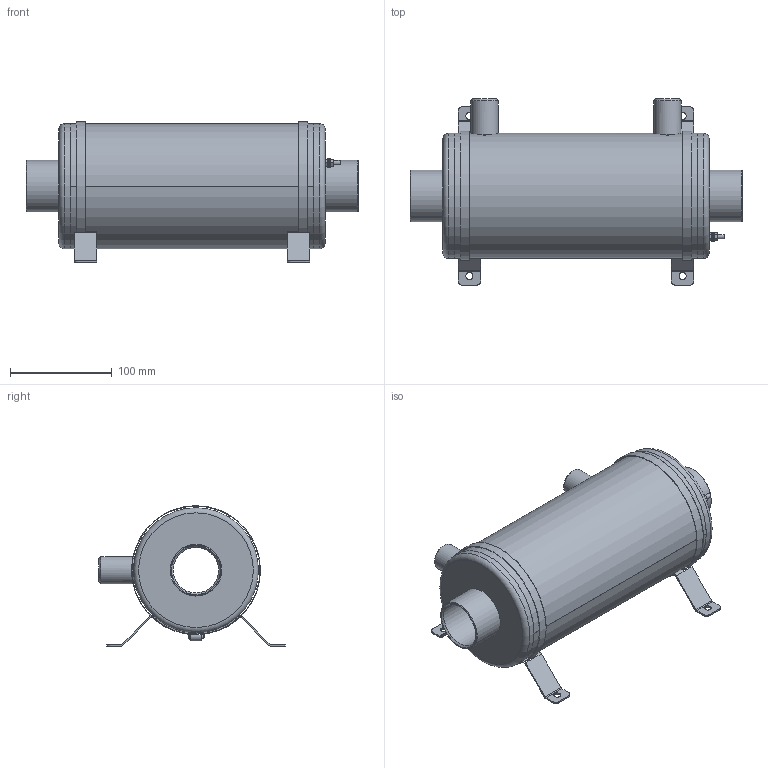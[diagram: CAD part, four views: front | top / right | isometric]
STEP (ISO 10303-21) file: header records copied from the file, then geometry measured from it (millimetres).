
FILE_DESCRIPTION (( 'STEP AP203' ), '1' );
FILE_NAME ('ÒÎ.28.1.000.00.000 - Òåïëîîáìåííèê 13 êÂò (ãîðèçîíòàëüíûé).STEP', '2025-03-06T14:06:19', ( '' ), ( '' ), 'SwSTEP 2.0', 'SolidWorks 2022', '' );
FILE_SCHEMA (( 'CONFIG_CONTROL_DESIGN' ));
Length unit declared in the file: millimetre
Products named in the file (1): ТО.28.1.000.00.000 - Теплообменник 13 кВт (горизонтальный)
Bounding box: 327 x 183.26 x 138.54 mm (x, y, z)
Volume: 210410.2 mm3; surface area: 304351.7 mm2
Topology: 18 solids, 18 shells, 217 faces, 450 edges, 272 vertices
Faces by surface type: plane 121, cylinder 68, cone 20, torus 6, bspline 2
Full cylindrical faces by diameter (mm): 3.3 x1, 4 x3, 4.3 x2, 4.5 x2, 7 x4, 9 x2, 20.9 x2, 26.9 x2, 44.8 x2, 50.8 x2, 51 x2, 120 x2, 123 x2, 126.1 x2, 127.1 x2
Entity records: 6207 total; most frequent: CARTESIAN_POINT 1780, DIRECTION 932, ORIENTED_EDGE 760, EDGE_CURVE 380, AXIS2_PLACEMENT_3D 372, EDGE_LOOP 308, FACE_OUTER_BOUND 257, VERTEX_POINT 256
